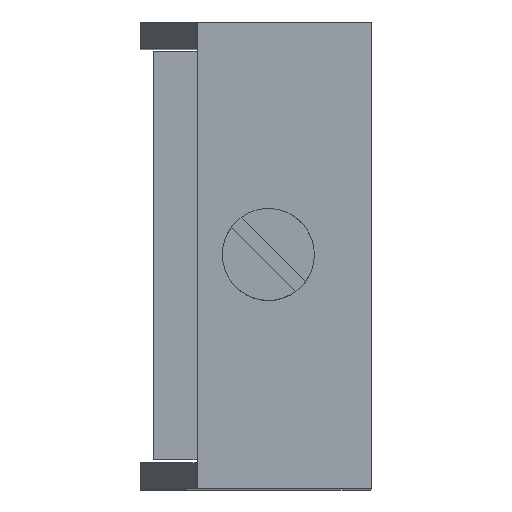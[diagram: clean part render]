
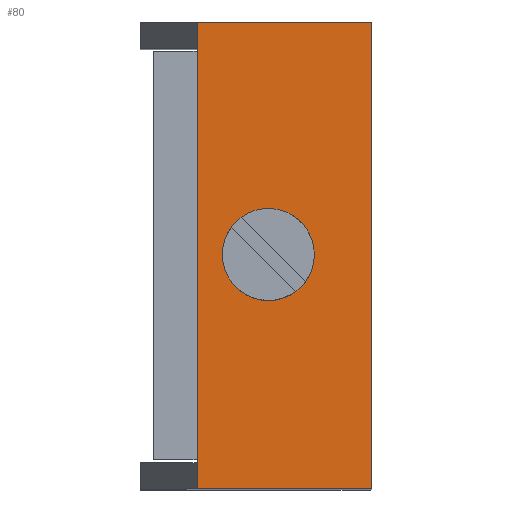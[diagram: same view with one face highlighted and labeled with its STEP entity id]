
A CAD part, top view. The second image highlights one B-rep face of the part: STEP entity #80.
In plain terms, the highlighted planar face has unit normal (0, 0, 1).
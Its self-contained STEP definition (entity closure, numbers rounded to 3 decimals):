
#80=ADVANCED_FACE('',(#190,#191),#192,.F.);
#190=FACE_OUTER_BOUND('',#329,.T.);
#191=FACE_BOUND('',#330,.T.);
#192=PLANE('',#331);
#329=EDGE_LOOP('',(#490,#491,#492,#493));
#330=EDGE_LOOP('',(#494,#495));
#331=AXIS2_PLACEMENT_3D('',#496,#497,#498);
#490=ORIENTED_EDGE('',*,*,#873,.F.);
#491=ORIENTED_EDGE('',*,*,#874,.T.);
#492=ORIENTED_EDGE('',*,*,#875,.T.);
#493=ORIENTED_EDGE('',*,*,#876,.T.);
#494=ORIENTED_EDGE('',*,*,#868,.T.);
#495=ORIENTED_EDGE('',*,*,#877,.T.);
#496=CARTESIAN_POINT('',(-1.3,30.3,54.3));
#497=DIRECTION('',(0.,0.0,-1.0));
#498=DIRECTION('',(0.,1.0,0.));
#868=EDGE_CURVE('',#1038,#1039,#1040,.T.);
#873=EDGE_CURVE('',#1047,#1048,#1049,.T.);
#874=EDGE_CURVE('',#1047,#1050,#1051,.T.);
#875=EDGE_CURVE('',#1050,#1052,#1053,.T.);
#876=EDGE_CURVE('',#1052,#1048,#1054,.T.);
#877=EDGE_CURVE('',#1039,#1038,#1055,.T.);
#1038=VERTEX_POINT('',#1283);
#1039=VERTEX_POINT('',#1284);
#1040=CIRCLE('',#1285,2.0);
#1047=VERTEX_POINT('',#1294);
#1048=VERTEX_POINT('',#1295);
#1049=LINE('',#1296,#1297);
#1050=VERTEX_POINT('',#1298);
#1051=LINE('',#1299,#1300);
#1052=VERTEX_POINT('',#1301);
#1053=LINE('',#1302,#1303);
#1054=LINE('',#1304,#1305);
#1055=CIRCLE('',#1306,2.0);
#1283=CARTESIAN_POINT('',(11.15,22.3,54.3));
#1284=CARTESIAN_POINT('',(11.15,18.3,54.3));
#1285=AXIS2_PLACEMENT_3D('',#1611,#1612,#1613);
#1294=CARTESIAN_POINT('',(20.15,0.0,54.3));
#1295=CARTESIAN_POINT('',(4.95,0.0,54.3));
#1296=CARTESIAN_POINT('',(11.15,0.0,54.3));
#1297=VECTOR('',#1619,1.0);
#1298=CARTESIAN_POINT('',(20.15,40.6,54.3));
#1299=CARTESIAN_POINT('',(20.15,13.162,54.3));
#1300=VECTOR('',#1620,1.0);
#1301=CARTESIAN_POINT('',(4.95,40.6,54.3));
#1302=CARTESIAN_POINT('',(11.15,40.6,54.3));
#1303=VECTOR('',#1621,1.0);
#1304=CARTESIAN_POINT('',(4.95,13.162,54.3));
#1305=VECTOR('',#1622,1.0);
#1306=AXIS2_PLACEMENT_3D('',#1623,#1624,#1625);
#1611=CARTESIAN_POINT('',(11.15,20.3,54.3));
#1612=DIRECTION('',(0.,0.0,-1.0));
#1613=DIRECTION('',(0.,-1.0,0.));
#1619=DIRECTION('',(-1.0,0.,0.));
#1620=DIRECTION('',(0.,1.0,0.));
#1621=DIRECTION('',(-1.0,0.,0.));
#1622=DIRECTION('',(0.,-1.0,0.));
#1623=CARTESIAN_POINT('',(11.15,20.3,54.3));
#1624=DIRECTION('',(0.,0.0,-1.0));
#1625=DIRECTION('',(0.,-1.0,0.));
